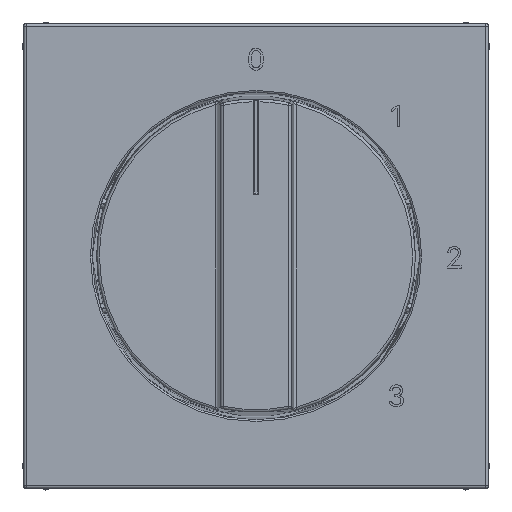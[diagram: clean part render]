
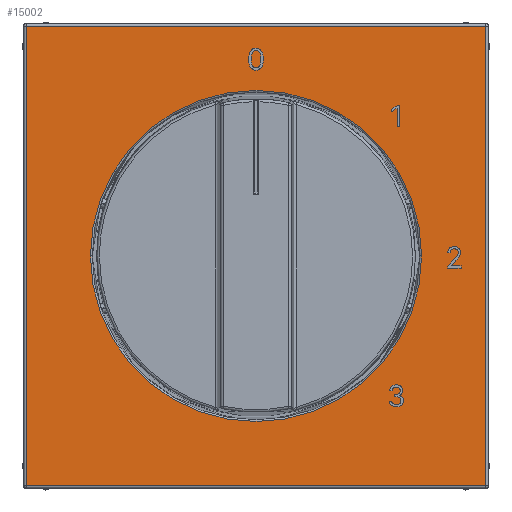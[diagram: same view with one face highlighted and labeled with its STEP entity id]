
A CAD part, top view. The second image highlights one B-rep face of the part: STEP entity #15002.
In plain terms, the highlighted face is planar.
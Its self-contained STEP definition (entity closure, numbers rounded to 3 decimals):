
#4338=DIRECTION('',(1.,0.,0.));
#4339=VECTOR('',#4338,54.881);
#4340=CARTESIAN_POINT('',(-27.44,10.,27.44));
#4341=LINE('6590',#4340,#4339);
#4345=DIRECTION('',(0.,0.,1.));
#4346=VECTOR('',#4345,54.881);
#4347=CARTESIAN_POINT('',(-27.44,10.,-27.44));
#4348=LINE('6594',#4347,#4346);
#4352=DIRECTION('',(-1.,0.,0.));
#4353=VECTOR('',#4352,54.881);
#4354=CARTESIAN_POINT('',(27.44,10.,-27.44));
#4355=LINE('6600',#4354,#4353);
#4359=DIRECTION('',(0.,0.,-1.));
#4360=VECTOR('',#4359,54.881);
#4361=CARTESIAN_POINT('',(27.44,10.,27.44));
#4362=LINE('6605',#4361,#4360);
#4366=CARTESIAN_POINT('',(0.,10.,0.));
#4367=DIRECTION('',(0.,-1.,0.));
#4368=DIRECTION('',(-1.,0.,0.));
#4369=AXIS2_PLACEMENT_3D('',#4366,#4367,#4368);
#4374=CARTESIAN_POINT('',(0.,10.,0.));
#4375=DIRECTION('',(0.,-1.,0.));
#4376=DIRECTION('',(1.,0.,0.));
#4377=AXIS2_PLACEMENT_3D('',#4374,#4375,#4376);
#11462=CARTESIAN_POINT('',(-27.44,10.,27.44));
#11463=CARTESIAN_POINT('',(27.44,10.,27.44));
#11464=VERTEX_POINT('',#11462);
#11465=VERTEX_POINT('',#11463);
#11472=CARTESIAN_POINT('',(-27.44,10.,-27.44));
#11473=VERTEX_POINT('',#11472);
#11484=CARTESIAN_POINT('',(27.44,10.,-27.44));
#11485=VERTEX_POINT('',#11484);
#11872=CARTESIAN_POINT('',(-19.775,10.,0.));
#11873=CARTESIAN_POINT('',(19.775,10.,0.));
#11874=VERTEX_POINT('',#11872);
#11875=VERTEX_POINT('',#11873);
#14982=CARTESIAN_POINT('',(0.,10.,0.));
#14983=DIRECTION('',(0.,1.,0.));
#14984=DIRECTION('',(0.,0.,-1.));
#14985=AXIS2_PLACEMENT_3D('',#14982,#14983,#14984);
#14986=PLANE('1910',#14985);
#14988=ORIENTED_EDGE('6590',*,*,#14987,.F.);
#14990=ORIENTED_EDGE('6594',*,*,#14989,.F.);
#14992=ORIENTED_EDGE('6600',*,*,#14991,.F.);
#14994=ORIENTED_EDGE('6605',*,*,#14993,.F.);
#14995=EDGE_LOOP('1910',(#14988,#14990,#14992,#14994));
#14996=FACE_OUTER_BOUND('1910',#14995,.F.);
#14998=ORIENTED_EDGE('10691',*,*,#14997,.F.);
#14999=ORIENTED_EDGE('10693',*,*,#14972,.F.);
#15000=EDGE_LOOP('1910',(#14998,#14999));
#15001=FACE_BOUND('1910',#15000,.F.);
#4370=CIRCLE('10691',#4369,19.775);
#4378=CIRCLE('10693',#4377,19.775);
#14972=EDGE_CURVE('10693',#11875,#11874,#4378,.T.);
#14987=EDGE_CURVE('6590',#11464,#11465,#4341,.T.);
#14989=EDGE_CURVE('6594',#11473,#11464,#4348,.T.);
#14991=EDGE_CURVE('6600',#11485,#11473,#4355,.T.);
#14993=EDGE_CURVE('6605',#11465,#11485,#4362,.T.);
#14997=EDGE_CURVE('10691',#11874,#11875,#4370,.T.);
#15002=ADVANCED_FACE('1910',(#14996,#15001),#14986,.T.);
